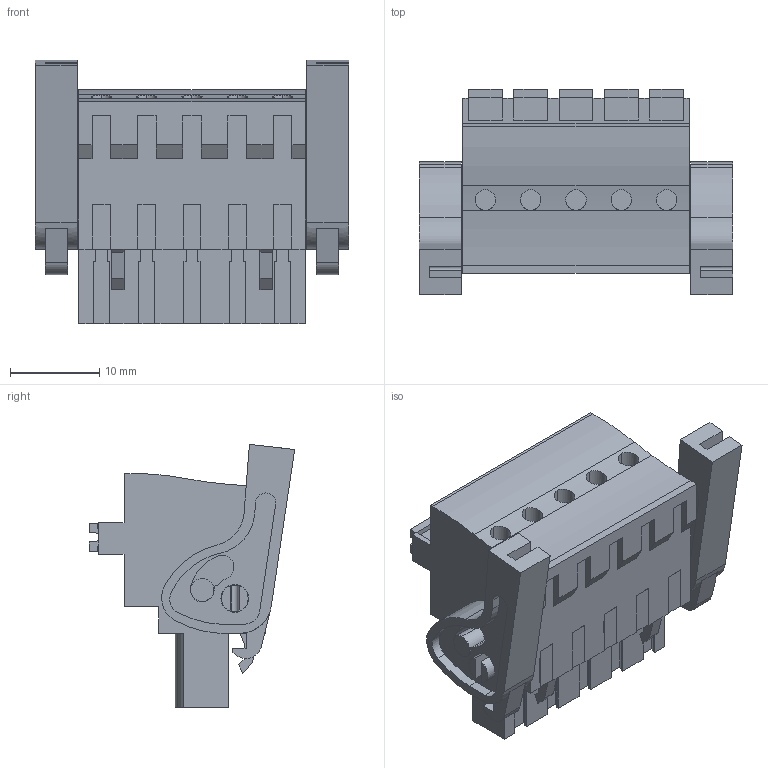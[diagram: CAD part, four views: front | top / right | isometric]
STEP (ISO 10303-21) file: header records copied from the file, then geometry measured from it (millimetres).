
FILE_DESCRIPTION(('CATIA V5 STEP Exchange','CAx-IF Rec.Pracs.--- Model Styling and Organization---1.2---2011-12-15'),'2;1');
FILE_NAME ('D1461194_0_1983110000_1983110000.stp','2017-10-30T15:49:00+00:00',('none'),('Weidmueller'),'CATIA Version 5-6 Release 2014','CATIA V5 STEP AP214','none');
FILE_SCHEMA(('AUTOMOTIVE_DESIGN { 1 0 10303 214 1 1 1 1 }'));
Length unit declared in the file: millimetre
Products named in the file (1): 1983110000
Bounding box: 35.1 x 23.02 x 29.52 mm (x, y, z)
Volume: 8625.4 mm3; surface area: 5801.1 mm2
Topology: 8 solids, 8 shells, 496 faces, 1358 edges, 910 vertices
Faces by surface type: plane 379, cylinder 117
Entity records: 14503 total; most frequent: CARTESIAN_POINT 2755, ORIENTED_EDGE 2716, DIRECTION 1890, EDGE_CURVE 1358, VECTOR 1100, LINE 1100, VERTEX_POINT 910, EDGE_LOOP 536
